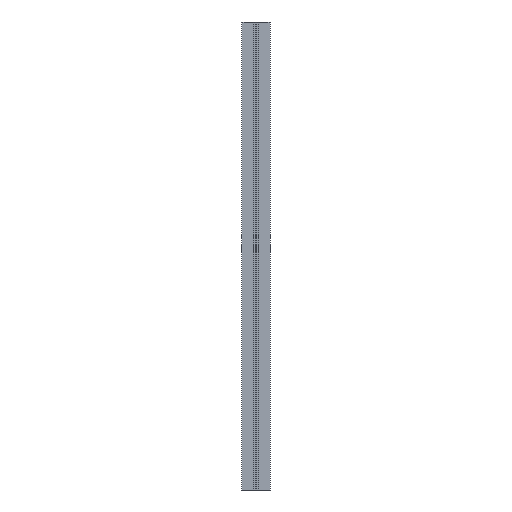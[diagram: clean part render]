
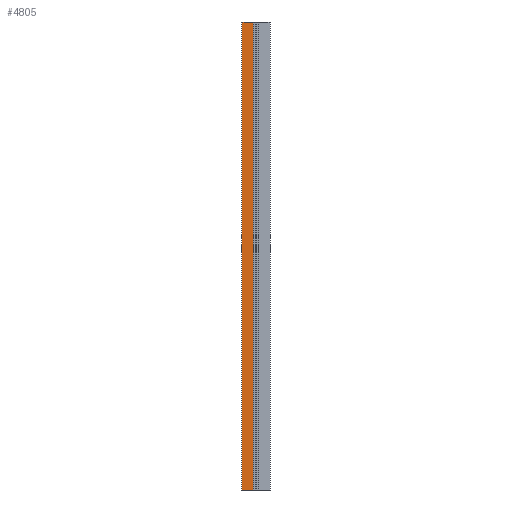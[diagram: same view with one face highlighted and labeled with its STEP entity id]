
A CAD part, left-side view. The second image highlights one B-rep face of the part: STEP entity #4805.
In plain terms, the highlighted planar face has unit normal (-1, 0, 0).
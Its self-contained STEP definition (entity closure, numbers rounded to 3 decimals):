
#462=DIRECTION('',(0.,-1.,0.));
#463=VECTOR('',#462,24.);
#464=CARTESIAN_POINT('',(-22.5,30.,0.));
#465=LINE('',#464,#463);
#1800=DIRECTION('',(0.,-1.,0.));
#1801=VECTOR('',#1800,24.);
#1802=CARTESIAN_POINT('',(-22.5,30.,1000.));
#1803=LINE('',#1802,#1801);
#2514=DIRECTION('',(0.,0.,1.));
#2515=VECTOR('',#2514,1000.);
#2516=CARTESIAN_POINT('',(-22.5,6.,0.));
#2517=LINE('',#2516,#2515);
#2521=DIRECTION('',(0.,0.,1.));
#2522=VECTOR('',#2521,1000.);
#2523=CARTESIAN_POINT('',(-22.5,30.,0.));
#2524=LINE('',#2523,#2522);
#2864=CARTESIAN_POINT('',(-22.5,30.,0.));
#2865=CARTESIAN_POINT('',(-22.5,30.,1000.));
#2866=VERTEX_POINT('',#2864);
#2867=VERTEX_POINT('',#2865);
#2980=CARTESIAN_POINT('',(-22.5,6.,1000.));
#2981=VERTEX_POINT('',#2980);
#3146=CARTESIAN_POINT('',(-22.5,6.,0.));
#3147=VERTEX_POINT('',#3146);
#4793=CARTESIAN_POINT('',(-22.5,30.,0.));
#4794=DIRECTION('',(-1.,0.,0.));
#4795=DIRECTION('',(0.,-1.,0.));
#4796=AXIS2_PLACEMENT_3D('',#4793,#4794,#4795);
#4797=PLANE('',#4796);
#4798=ORIENTED_EDGE('',*,*,#3780,.T.);
#4800=ORIENTED_EDGE('',*,*,#4799,.F.);
#4801=ORIENTED_EDGE('',*,*,#3353,.F.);
#4802=ORIENTED_EDGE('',*,*,#4110,.T.);
#4803=EDGE_LOOP('',(#4798,#4800,#4801,#4802));
#4804=FACE_OUTER_BOUND('',#4803,.F.);
#3353=EDGE_CURVE('',#2866,#3147,#465,.T.);
#3780=EDGE_CURVE('',#2867,#2981,#1803,.T.);
#4110=EDGE_CURVE('',#2866,#2867,#2524,.T.);
#4799=EDGE_CURVE('',#3147,#2981,#2517,.T.);
#4805=ADVANCED_FACE('',(#4804),#4797,.T.);
